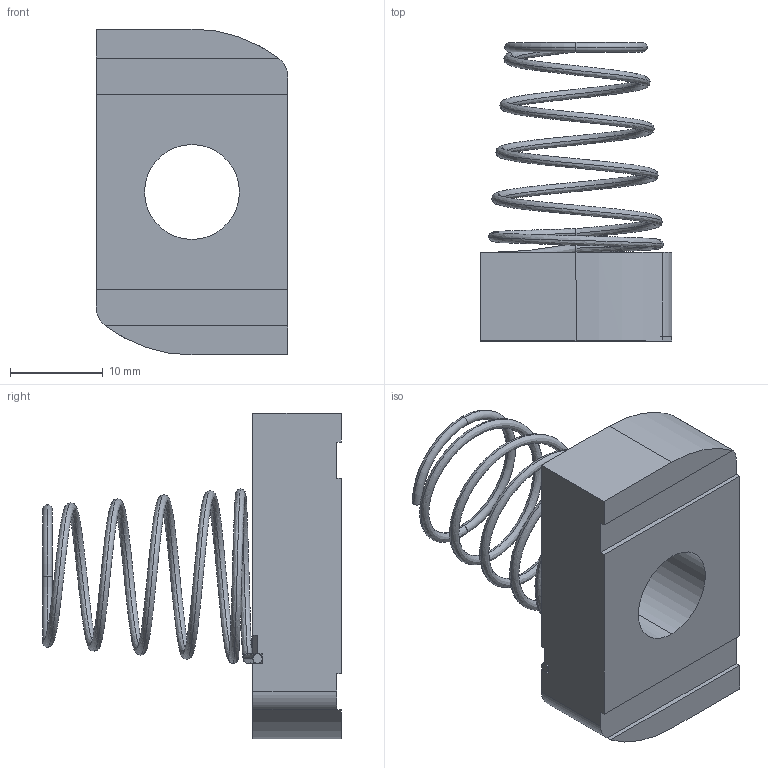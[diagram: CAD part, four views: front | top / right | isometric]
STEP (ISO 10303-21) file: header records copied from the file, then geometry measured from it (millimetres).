
FILE_DESCRIPTION (( 'STEP AP203' ), '1' );
FILE_NAME ('OEM-M12-USN-304_REV_.step', '2026-01-28T22:20:29', ( '' ), ( '' ), 'SwSTEP 2.0', 'SolidWorks 2025', '' );
FILE_SCHEMA (( 'CONFIG_CONTROL_DESIGN' ));
Length unit declared in the file: millimetre
Products named in the file (1): OEM-M12-USN-304_REV_
Bounding box: 20.64 x 32.13 x 35.05 mm (x, y, z)
Volume: 6016.6 mm3; surface area: 3549.6 mm2
Topology: 2 solids, 2 shells, 42 faces, 108 edges, 70 vertices
Faces by surface type: plane 25, cylinder 7, bspline 6, torus 4
Entity records: 3813 total; most frequent: CARTESIAN_POINT 2713, ORIENTED_EDGE 216, DIRECTION 210, EDGE_CURVE 108, AXIS2_PLACEMENT_3D 71, VERTEX_POINT 70, VECTOR 68, LINE 68
